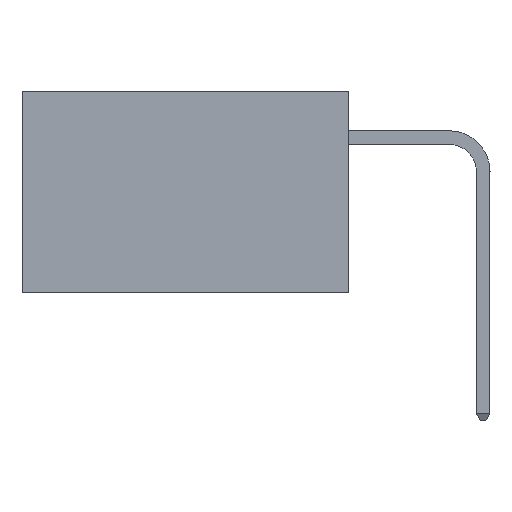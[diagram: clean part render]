
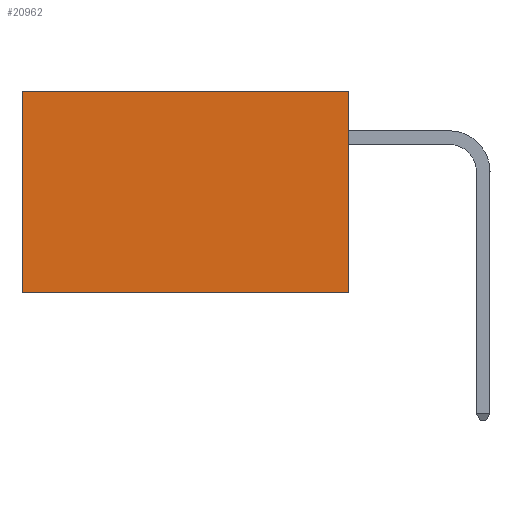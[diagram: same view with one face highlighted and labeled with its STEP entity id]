
A CAD part, left-side view. The second image highlights one B-rep face of the part: STEP entity #20962.
In plain terms, the highlighted planar face has unit normal (-1, 0, 0).
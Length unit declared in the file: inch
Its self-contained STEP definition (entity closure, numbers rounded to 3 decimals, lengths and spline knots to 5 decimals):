
#544 = VERTEX_POINT ( 'NONE', #4421 ) ;
#1640 = LINE ( 'NONE', #14665, #19332 ) ;
#1673 = CARTESIAN_POINT ( 'NONE',  ( 0.2875, 0.6, 0. ) ) ;
#1852 = VECTOR ( 'NONE', #12903, 39.37008 ) ;
#2081 = ORIENTED_EDGE ( 'NONE', *, *, #13694, .F. ) ;
#2997 = DIRECTION ( 'NONE',  ( 0., 1., 0. ) ) ;
#3936 = DIRECTION ( 'NONE',  ( 0., 0., -1. ) ) ;
#4421 = CARTESIAN_POINT ( 'NONE',  ( 0.2875, 0.6, -0.37 ) ) ;
#5009 = AXIS2_PLACEMENT_3D ( 'NONE', #18854, #13943, #3936 ) ;
#5745 = DIRECTION ( 'NONE',  ( 0., 0., -1. ) ) ;
#6285 = LINE ( 'NONE', #16187, #1852 ) ;
#6650 = CARTESIAN_POINT ( 'NONE',  ( 0.2875, 0., 0. ) ) ;
#6932 = CARTESIAN_POINT ( 'NONE',  ( 0.2875, 0., -0.37 ) ) ;
#7205 = PLANE ( 'NONE',  #5009 ) ;
#8742 = CARTESIAN_POINT ( 'NONE',  ( 0.2875, 0., 0. ) ) ;
#8794 = ORIENTED_EDGE ( 'NONE', *, *, #14223, .F. ) ;
#10020 = DIRECTION ( 'NONE',  ( 0., 0., -1. ) ) ;
#10428 = EDGE_CURVE ( 'NONE', #11927, #19467, #6285, .T. ) ;
#10717 = CARTESIAN_POINT ( 'NONE',  ( 0.2875, 0.6, 0. ) ) ;
#11912 = LINE ( 'NONE', #10717, #20210 ) ;
#11927 = VERTEX_POINT ( 'NONE', #8742 ) ;
#12903 = DIRECTION ( 'NONE',  ( 0., 1., 0. ) ) ;
#13522 = ORIENTED_EDGE ( 'NONE', *, *, #10428, .T. ) ;
#13694 = EDGE_CURVE ( 'NONE', #11927, #20868, #16856, .T. ) ;
#13926 = FACE_OUTER_BOUND ( 'NONE', #20568, .T. ) ;
#13943 = DIRECTION ( 'NONE',  ( 1., 0., 0. ) ) ;
#14223 = EDGE_CURVE ( 'NONE', #20868, #544, #1640, .T. ) ;
#14467 = ORIENTED_EDGE ( 'NONE', *, *, #18210, .T. ) ;
#14665 = CARTESIAN_POINT ( 'NONE',  ( 0.2875, 0., -0.37 ) ) ;
#16187 = CARTESIAN_POINT ( 'NONE',  ( 0.2875, 0., 0. ) ) ;
#16856 = LINE ( 'NONE', #6650, #17898 ) ;
#17898 = VECTOR ( 'NONE', #10020, 39.37008 ) ;
#18210 = EDGE_CURVE ( 'NONE', #19467, #544, #11912, .T. ) ;
#18854 = CARTESIAN_POINT ( 'NONE',  ( 0.2875, 0., 0. ) ) ;
#19332 = VECTOR ( 'NONE', #2997, 39.37008 ) ;
#19467 = VERTEX_POINT ( 'NONE', #1673 ) ;
#20210 = VECTOR ( 'NONE', #5745, 39.37008 ) ;
#20568 = EDGE_LOOP ( 'NONE', ( #14467, #8794, #2081, #13522 ) ) ;
#20868 = VERTEX_POINT ( 'NONE', #6932 ) ;
#20962 = ADVANCED_FACE ( 'NONE', ( #13926 ), #7205, .F. ) ;
